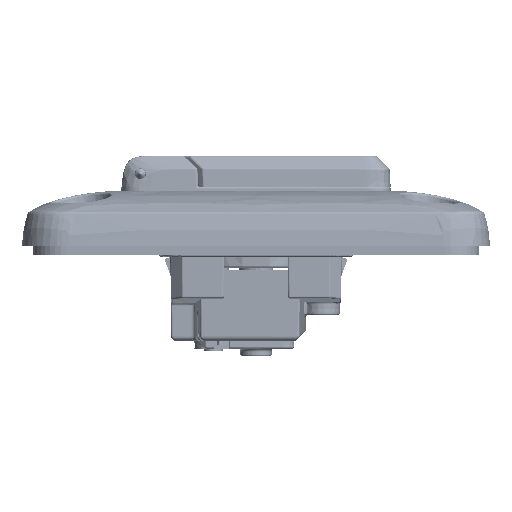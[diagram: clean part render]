
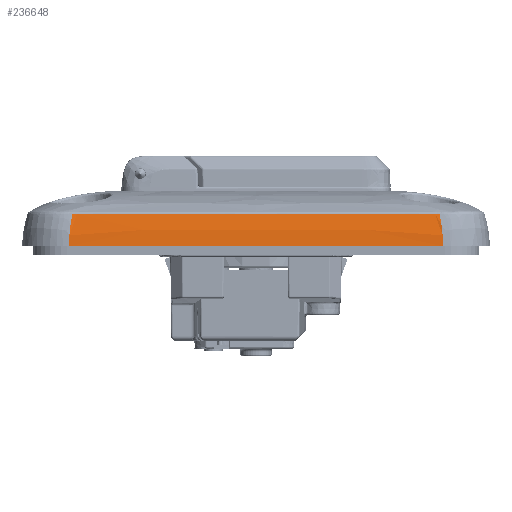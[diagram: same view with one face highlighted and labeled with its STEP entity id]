
A CAD part, left-side view. The second image highlights one B-rep face of the part: STEP entity #236648.
In plain terms, the highlighted free-form (B-spline) face has degree [5, 2] with [6, 3] control points.
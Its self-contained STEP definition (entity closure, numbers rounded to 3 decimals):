
#228561=CARTESIAN_POINT('Vertex',(-55.,-44.,-1.)) ;
#228564=CARTESIAN_POINT('Line Origine',(-55.,0.,-1.)) ;
#228568=CARTESIAN_POINT('Vertex',(-55.,44.,-1.)) ;
#236552=CARTESIAN_POINT('Vertex',(-53.695,-43.156,6.609)) ;
#236556=CARTESIAN_POINT('Control Point',(-55.,-44.,-1.)) ;
#236557=CARTESIAN_POINT('Control Point',(-54.932,-43.952,0.957)) ;
#236558=CARTESIAN_POINT('Control Point',(-54.693,-43.797,2.886)) ;
#236559=CARTESIAN_POINT('Control Point',(-54.276,-43.528,4.773)) ;
#236560=CARTESIAN_POINT('Control Point',(-53.695,-43.156,6.609)) ;
#236579=CARTESIAN_POINT('Control Point',(-55.,55.,-1.)) ;
#236580=CARTESIAN_POINT('Control Point',(-54.851,54.851,3.274)) ;
#236581=CARTESIAN_POINT('Control Point',(-53.5,53.5,7.2)) ;
#236582=CARTESIAN_POINT('Control Point',(-55.,33.,-1.)) ;
#236583=CARTESIAN_POINT('Control Point',(-54.853,32.907,3.205)) ;
#236584=CARTESIAN_POINT('Control Point',(-53.5,32.1,7.2)) ;
#236585=CARTESIAN_POINT('Control Point',(-55.,11.,-1.)) ;
#236586=CARTESIAN_POINT('Control Point',(-54.854,10.968,3.171)) ;
#236587=CARTESIAN_POINT('Control Point',(-53.5,10.7,7.2)) ;
#236588=CARTESIAN_POINT('Control Point',(-55.,-11.,-1.)) ;
#236589=CARTESIAN_POINT('Control Point',(-54.854,-10.968,3.171)) ;
#236590=CARTESIAN_POINT('Control Point',(-53.5,-10.7,7.2)) ;
#236591=CARTESIAN_POINT('Control Point',(-55.,-33.,-1.)) ;
#236592=CARTESIAN_POINT('Control Point',(-54.853,-32.907,3.205)) ;
#236593=CARTESIAN_POINT('Control Point',(-53.5,-32.1,7.2)) ;
#236594=CARTESIAN_POINT('Control Point',(-55.,-55.,-1.)) ;
#236595=CARTESIAN_POINT('Control Point',(-54.851,-54.851,3.274)) ;
#236596=CARTESIAN_POINT('Control Point',(-53.5,-53.5,7.2)) ;
#236598=CARTESIAN_POINT('Control Point',(-53.693,-42.071,6.613)) ;
#236599=CARTESIAN_POINT('Control Point',(-53.693,-42.441,6.614)) ;
#236600=CARTESIAN_POINT('Control Point',(-53.693,-42.798,6.614)) ;
#236601=CARTESIAN_POINT('Control Point',(-53.695,-43.156,6.609)) ;
#236602=CARTESIAN_POINT('Vertex',(-53.693,-42.071,6.613)) ;
#236606=CARTESIAN_POINT('Control Point',(-53.693,-42.071,6.614)) ;
#236607=CARTESIAN_POINT('Control Point',(-53.694,-33.651,6.609)) ;
#236608=CARTESIAN_POINT('Control Point',(-53.694,-25.232,6.605)) ;
#236609=CARTESIAN_POINT('Control Point',(-53.695,-16.834,6.603)) ;
#236610=CARTESIAN_POINT('Control Point',(-53.695,-8.417,6.602)) ;
#236611=CARTESIAN_POINT('Control Point',(-53.695,0.,6.602)) ;
#236612=CARTESIAN_POINT('Vertex',(-53.695,0.,6.602)) ;
#236616=CARTESIAN_POINT('Control Point',(-53.693,42.071,6.614)) ;
#236617=CARTESIAN_POINT('Control Point',(-53.694,31.548,6.608)) ;
#236618=CARTESIAN_POINT('Control Point',(-53.695,21.03,6.604)) ;
#236619=CARTESIAN_POINT('Control Point',(-53.695,10.518,6.602)) ;
#236620=CARTESIAN_POINT('Control Point',(-53.695,0.,6.602)) ;
#236621=CARTESIAN_POINT('Vertex',(-53.693,42.071,6.614)) ;
#236625=CARTESIAN_POINT('Control Point',(-53.693,42.071,6.613)) ;
#236626=CARTESIAN_POINT('Control Point',(-53.693,42.44,6.614)) ;
#236627=CARTESIAN_POINT('Control Point',(-53.693,42.798,6.614)) ;
#236628=CARTESIAN_POINT('Control Point',(-53.695,43.156,6.609)) ;
#236629=CARTESIAN_POINT('Vertex',(-53.695,43.156,6.609)) ;
#236633=CARTESIAN_POINT('Control Point',(-55.,44.,-1.)) ;
#236634=CARTESIAN_POINT('Control Point',(-54.932,43.952,0.956)) ;
#236635=CARTESIAN_POINT('Control Point',(-54.692,43.796,2.888)) ;
#236636=CARTESIAN_POINT('Control Point',(-54.276,43.528,4.777)) ;
#236637=CARTESIAN_POINT('Control Point',(-53.695,43.156,6.609)) ;
#228565=DIRECTION('Vector Direction',(0.,-1.,0.)) ;
#228566=VECTOR('Line Direction',#228565,1.) ;
#236640=ORIENTED_EDGE('',*,*,#228570,.T.) ;
#236641=ORIENTED_EDGE('',*,*,#236561,.T.) ;
#236642=ORIENTED_EDGE('',*,*,#236604,.F.) ;
#236643=ORIENTED_EDGE('',*,*,#236614,.T.) ;
#236644=ORIENTED_EDGE('',*,*,#236623,.F.) ;
#236645=ORIENTED_EDGE('',*,*,#236631,.T.) ;
#236646=ORIENTED_EDGE('',*,*,#236638,.F.) ;
#236648=ADVANCED_FACE('Plaque1P\\Plaque_1_Post',(#236647),#236578,.T.) ;
#236555=B_SPLINE_CURVE_WITH_KNOTS('',4,(#236556,#236557,#236558,#236559,#236560),.UNSPECIFIED.,.F.,.U.,(5,5),(0.,13.515),.UNSPECIFIED.) ;
#236597=B_SPLINE_CURVE_WITH_KNOTS('',3,(#236598,#236599,#236600,#236601),.UNSPECIFIED.,.F.,.U.,(4,4),(153.646,155.311),.UNSPECIFIED.) ;
#236605=B_SPLINE_CURVE_WITH_KNOTS('',5,(#236606,#236607,#236608,#236609,#236610,#236611),.UNSPECIFIED.,.F.,.U.,(6,6),(24.196,75.122),.UNSPECIFIED.) ;
#236615=B_SPLINE_CURVE_WITH_KNOTS('',4,(#236616,#236617,#236618,#236619,#236620),.UNSPECIFIED.,.F.,.U.,(5,5),(23.919,74.831),.UNSPECIFIED.) ;
#236624=B_SPLINE_CURVE_WITH_KNOTS('',3,(#236625,#236626,#236627,#236628),.UNSPECIFIED.,.F.,.U.,(4,4),(155.163,156.825),.UNSPECIFIED.) ;
#236632=B_SPLINE_CURVE_WITH_KNOTS('',4,(#236633,#236634,#236635,#236636,#236637),.UNSPECIFIED.,.F.,.U.,(5,5),(0.,11.061),.UNSPECIFIED.) ;
#236578=B_SPLINE_SURFACE_WITH_KNOTS('',5,2,((#236579,#236580,#236581),(#236582,#236583,#236584),(#236585,#236586,#236587),(#236588,#236589,#236590),(#236591,#236592,#236593),(#236594,#236595,#236596)),.UNSPECIFIED.,.F.,.F.,.U.,(6,6),(3,3),(0.,108.51),(0.,8.47),.UNSPECIFIED.) ;
#228570=EDGE_CURVE('',#228569,#228562,#228567,.T.) ;
#236561=EDGE_CURVE('',#228562,#236553,#236555,.T.) ;
#236604=EDGE_CURVE('',#236603,#236553,#236597,.T.) ;
#236614=EDGE_CURVE('',#236603,#236613,#236605,.T.) ;
#236623=EDGE_CURVE('',#236622,#236613,#236615,.T.) ;
#236631=EDGE_CURVE('',#236622,#236630,#236624,.T.) ;
#236638=EDGE_CURVE('',#228569,#236630,#236632,.T.) ;
#236639=EDGE_LOOP('',(#236640,#236641,#236642,#236643,#236644,#236645,#236646)) ;
#236647=FACE_OUTER_BOUND('',#236639,.T.) ;
#228567=LINE('Line',#228564,#228566) ;
#228562=VERTEX_POINT('',#228561) ;
#228569=VERTEX_POINT('',#228568) ;
#236553=VERTEX_POINT('',#236552) ;
#236603=VERTEX_POINT('',#236602) ;
#236613=VERTEX_POINT('',#236612) ;
#236622=VERTEX_POINT('',#236621) ;
#236630=VERTEX_POINT('',#236629) ;
